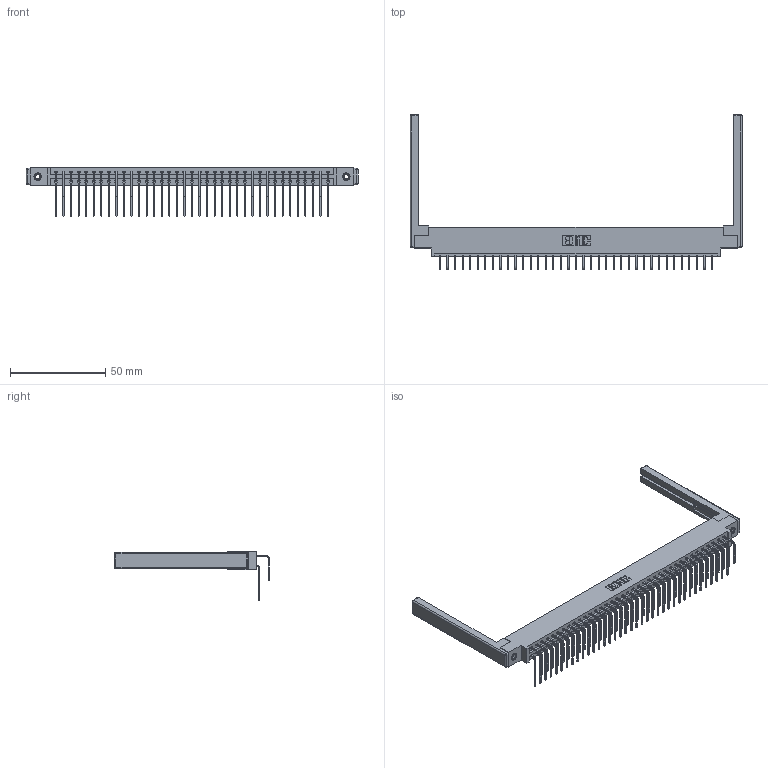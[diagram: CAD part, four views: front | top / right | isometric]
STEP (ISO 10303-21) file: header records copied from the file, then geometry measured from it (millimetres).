
FILE_DESCRIPTION (( 'STEP AP203' ), '1' );
FILE_NAME ('387-074-558-868.STEP', '2019-10-22T02:33:59', ( '' ), ( '' ), 'SwSTEP 2.0', 'SolidWorks 2016', '' );
FILE_SCHEMA (( 'CONFIG_CONTROL_DESIGN' ));
Length unit declared in the file: inch
Products named in the file (6): 345-292-001_558 559 Tail - 1; 345-292-001_558 Tail - 2; 337 Part_0.170 Offset - 0.156 Dia-TI; 387-074-558-868; 345-250-001_345-250-001-102; 307-220-068
Assembly tree (79 placements, depth 2):
  387-074-558-868
    337 Part_0.170 Offset - 0.156 Dia-TI
    345-292-001_558 559 Tail - 1  x37
    345-292-001_558 Tail - 2  x37
    345-250-001_345-250-001-102  x2
    307-220-068  x2
Bounding box: 174.04 x 81.22 x 25.53 mm (x, y, z)
Volume: 22969.4 mm3; surface area: 27247.1 mm2
Topology: 79 solids, 79 shells, 4416 faces, 13071 edges, 8594 vertices
Faces by surface type: plane 3122, cylinder 1270, cone 12, sphere 8, torus 4
Entity records: 34010 total; most frequent: CARTESIAN_POINT 5746, ORIENTED_EDGE 5620, DIRECTION 4948, EDGE_CURVE 2810, VECTOR 2592, LINE 2592, VERTEX_POINT 1862, AXIS2_PLACEMENT_3D 1178
